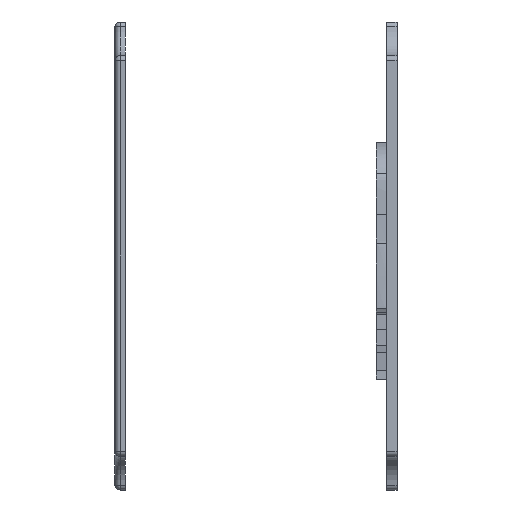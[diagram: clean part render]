
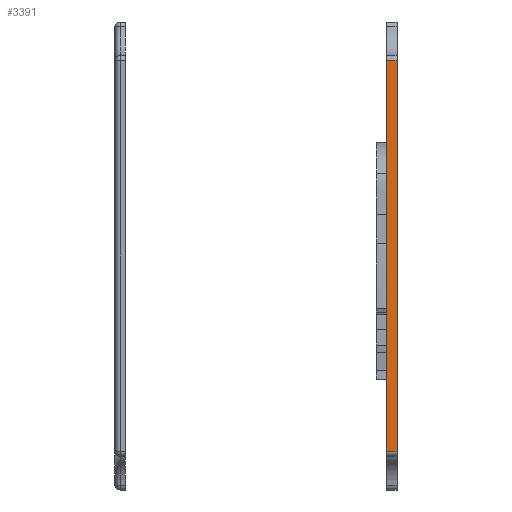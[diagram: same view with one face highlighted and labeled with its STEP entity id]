
A CAD part, left-side view. The second image highlights one B-rep face of the part: STEP entity #3391.
In plain terms, the highlighted planar face has unit normal (-1, 0, 0).
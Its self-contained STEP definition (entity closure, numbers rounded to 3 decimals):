
#494=FACE_OUTER_BOUND('',#703,.T.);
#703=EDGE_LOOP('',(#3052,#3053,#3054,#3055));
#1038=LINE('',#7072,#1292);
#1055=LINE('',#7143,#1309);
#1056=LINE('',#7146,#1310);
#1057=LINE('',#7147,#1311);
#1292=VECTOR('',#4140,10.);
#1309=VECTOR('',#4221,1000.);
#1310=VECTOR('',#4224,10.);
#1311=VECTOR('',#4225,1000.);
#1611=VERTEX_POINT('',#7069);
#1612=VERTEX_POINT('',#7071);
#1634=VERTEX_POINT('',#7141);
#1635=VERTEX_POINT('',#7145);
#2081=EDGE_CURVE('',#1612,#1611,#1038,.T.);
#2116=EDGE_CURVE('',#1611,#1634,#1055,.T.);
#2117=EDGE_CURVE('',#1635,#1634,#1056,.T.);
#2118=EDGE_CURVE('',#1635,#1612,#1057,.T.);
#3052=ORIENTED_EDGE('',*,*,#2081,.T.);
#3053=ORIENTED_EDGE('',*,*,#2116,.T.);
#3054=ORIENTED_EDGE('',*,*,#2117,.F.);
#3055=ORIENTED_EDGE('',*,*,#2118,.T.);
#3217=PLANE('',#3603);
#3391=ADVANCED_FACE('',(#494),#3217,.F.);
#3603=AXIS2_PLACEMENT_3D('',#7144,#4222,#4223);
#4140=DIRECTION('',(0.,0.,-1.));
#4221=DIRECTION('',(0.,-1.,0.));
#4222=DIRECTION('center_axis',(1.,0.,0.));
#4223=DIRECTION('ref_axis',(0.,0.,
-1.));
#4224=DIRECTION('',(0.,0.,-1.));
#4225=DIRECTION('',(0.,1.,0.));
#7069=CARTESIAN_POINT('',(-125.938,-3.876,-43.964));
#7071=CARTESIAN_POINT('',(-125.938,-3.876,30.759));
#7072=CARTESIAN_POINT('',(-125.938,-3.876,-29.133));
#7141=CARTESIAN_POINT('',(-125.938,-5.876,-43.964));
#7143=CARTESIAN_POINT('',(-125.938,-4.876,-43.964));
#7144=CARTESIAN_POINT('Origin',(-125.938,-4.876,-6.783));
#7145=CARTESIAN_POINT('',(-125.938,-5.876,30.759));
#7146=CARTESIAN_POINT('',(-125.938,-5.876,-29.133));
#7147=CARTESIAN_POINT('',(-125.938,-1.876,30.759));
